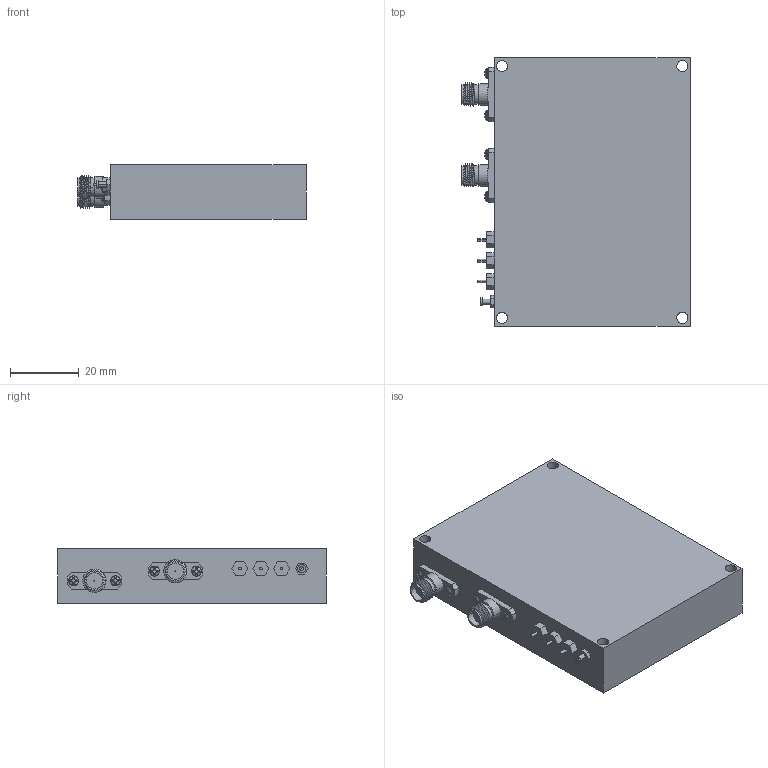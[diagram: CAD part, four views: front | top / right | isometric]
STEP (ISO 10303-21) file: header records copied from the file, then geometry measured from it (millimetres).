
FILE_DESCRIPTION (( 'STEP AP203' ), '1' );
FILE_NAME ('SOP-22310118-SF-E1.STEP', '2019-04-10T18:55:59', ( '' ), ( '' ), 'SwSTEP 2.0', 'SolidWorks 2016', '' );
FILE_SCHEMA (( 'CONFIG_CONTROL_DESIGN' ));
Length unit declared in the file: inch
Products named in the file (1): SOP-22310118-SF-E1
Bounding box: 66.6 x 78.23 x 16 mm (x, y, z)
Volume: 71759.7 mm3; surface area: 15302.4 mm2
Topology: 11 solids, 11 shells, 591 faces, 1607 edges, 1058 vertices
Faces by surface type: cylinder 340, plane 155, cone 50, torus 20, bspline 18, sphere 8
Entity records: 24079 total; most frequent: CARTESIAN_POINT 10454, ORIENTED_EDGE 3214, DIRECTION 2522, EDGE_CURVE 1607, VERTEX_POINT 1058, AXIS2_PLACEMENT_3D 955, EDGE_LOOP 633, LINE 612
